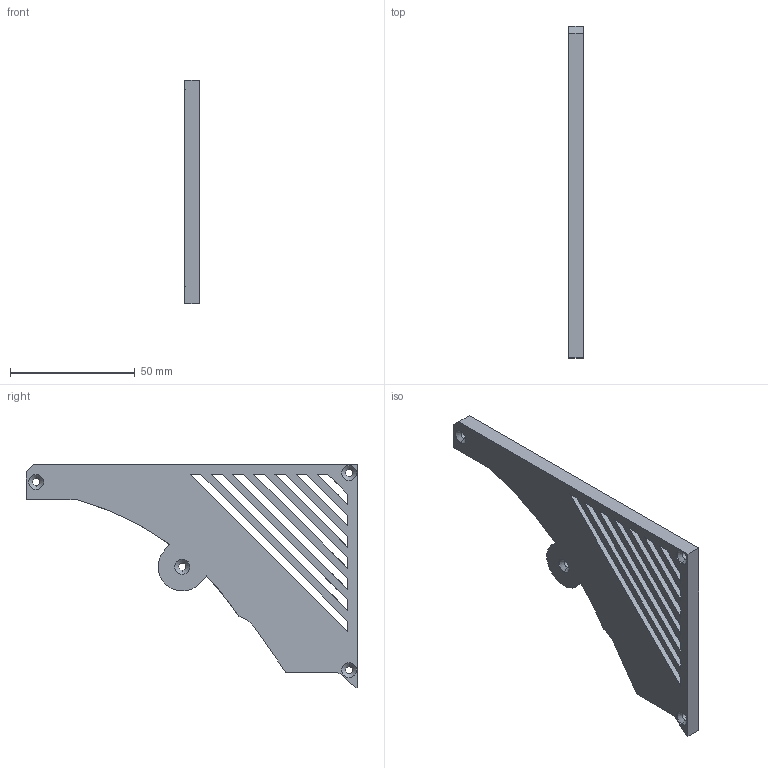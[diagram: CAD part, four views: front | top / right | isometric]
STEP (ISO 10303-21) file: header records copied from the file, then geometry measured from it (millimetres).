
FILE_DESCRIPTION (( 'STEP AP214' ), '1' );
FILE_NAME ('EE_Side_R (Old_PCB).STEP', '2025-07-18T19:49:05', ( '' ), ( '' ), 'SwSTEP 2.0', 'SolidWorks 2020', '' );
FILE_SCHEMA (( 'AUTOMOTIVE_DESIGN' ));
Length unit declared in the file: millimetre
Products named in the file (1): EE_Side_R (Old_PCB)
Bounding box: 6 x 133 x 89.6 mm (x, y, z)
Volume: 20310.2 mm3; surface area: 16412.7 mm2
Topology: 1 solids, 1 shells, 102 faces, 302 edges, 196 vertices
Faces by surface type: plane 68, cylinder 25, cone 9
Entity records: 3448 total; most frequent: CARTESIAN_POINT 607, ORIENTED_EDGE 604, DIRECTION 558, EDGE_CURVE 302, LINE 248, VECTOR 248, VERTEX_POINT 196, AXIS2_PLACEMENT_3D 155
